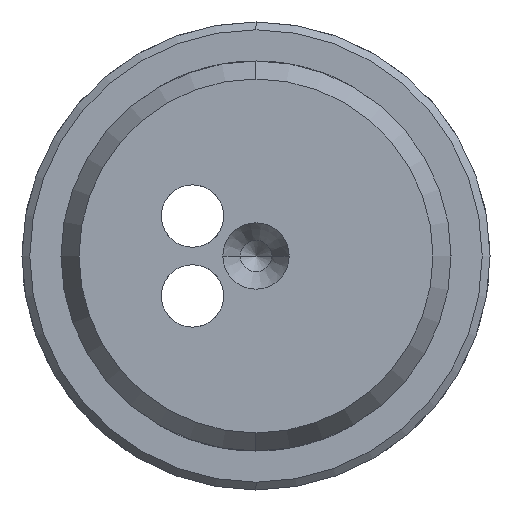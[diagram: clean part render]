
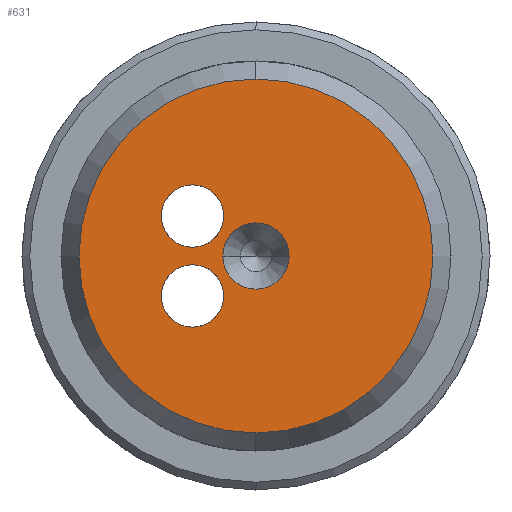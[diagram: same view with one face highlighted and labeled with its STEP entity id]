
A CAD part, left-side view. The second image highlights one B-rep face of the part: STEP entity #631.
In plain terms, the highlighted planar face has unit normal (-1, 0, 0).
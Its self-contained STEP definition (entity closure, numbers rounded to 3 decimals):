
#92 = AXIS2_PLACEMENT_3D ( 'NONE', #1816, #2904, #454 ) ;
#105 = CARTESIAN_POINT ( 'NONE',  ( -139., 4.069, 2.559 ) ) ;
#180 = PLANE ( 'NONE',  #2838 ) ;
#233 = DIRECTION ( 'NONE',  ( -1., 0., 0. ) ) ;
#362 = ORIENTED_EDGE ( 'NONE', *, *, #2521, .F. ) ;
#452 = FACE_BOUND ( 'NONE', #2144, .T. ) ;
#454 = DIRECTION ( 'NONE',  ( 0., 0., -1. ) ) ;
#484 = EDGE_LOOP ( 'NONE', ( #362, #881 ) ) ;
#519 = EDGE_LOOP ( 'NONE', ( #1933, #3314 ) ) ;
#544 = AXIS2_PLACEMENT_3D ( 'NONE', #2677, #233, #1315 ) ;
#572 = DIRECTION ( 'NONE',  ( -1., 0., 0. ) ) ;
#631 = ADVANCED_FACE ( 'NONE', ( #2902, #452, #1540, #2630 ), #180, .F. ) ;
#636 = VERTEX_POINT ( 'NONE', #1015 ) ;
#651 = CIRCLE ( 'NONE', #544, 2. ) ;
#749 = EDGE_CURVE ( 'NONE', #3453, #960, #1550, .T. ) ;
#798 = CARTESIAN_POINT ( 'NONE',  ( -139., 4.069, 0.559 ) ) ;
#857 = CARTESIAN_POINT ( 'NONE',  ( -139., 0., 0. ) ) ;
#881 = ORIENTED_EDGE ( 'NONE', *, *, #1255, .F. ) ;
#891 = CARTESIAN_POINT ( 'NONE',  ( -139., -2.125, 0. ) ) ;
#916 = CARTESIAN_POINT ( 'NONE',  ( -139., 0., 0. ) ) ;
#960 = VERTEX_POINT ( 'NONE', #891 ) ;
#975 = CARTESIAN_POINT ( 'NONE',  ( -139., 4.069, 2.559 ) ) ;
#1015 = CARTESIAN_POINT ( 'NONE',  ( -139., 4.069, -4.559 ) ) ;
#1050 = AXIS2_PLACEMENT_3D ( 'NONE', #3010, #572, #1656 ) ;
#1106 = AXIS2_PLACEMENT_3D ( 'NONE', #975, #2058, #3126 ) ;
#1108 = CIRCLE ( 'NONE', #1106, 2. ) ;
#1190 = DIRECTION ( 'NONE',  ( 1., 0., 0. ) ) ;
#1255 = EDGE_CURVE ( 'NONE', #2371, #636, #1963, .T. ) ;
#1274 = CARTESIAN_POINT ( 'NONE',  ( -139., 12.5, 0. ) ) ;
#1315 = DIRECTION ( 'NONE',  ( 0., 0., 1. ) ) ;
#1327 = CARTESIAN_POINT ( 'NONE',  ( -139., 0., 0. ) ) ;
#1540 = FACE_OUTER_BOUND ( 'NONE', #2693, .T. ) ;
#1550 = CIRCLE ( 'NONE', #1551, 2.125 ) ;
#1551 = AXIS2_PLACEMENT_3D ( 'NONE', #1327, #2428, #3466 ) ;
#1625 = CIRCLE ( 'NONE', #3143, 2.125 ) ;
#1629 = AXIS2_PLACEMENT_3D ( 'NONE', #105, #1190, #2286 ) ;
#1656 = DIRECTION ( 'NONE',  ( 0., 0., 1. ) ) ;
#1740 = ORIENTED_EDGE ( 'NONE', *, *, #1859, .T. ) ;
#1754 = CARTESIAN_POINT ( 'NONE',  ( -139., 2.125, 0. ) ) ;
#1816 = CARTESIAN_POINT ( 'NONE',  ( -139., 0., 0. ) ) ;
#1859 = EDGE_CURVE ( 'NONE', #3198, #3101, #2088, .T. ) ;
#1868 = EDGE_CURVE ( 'NONE', #960, #3453, #1625, .T. ) ;
#1893 = EDGE_CURVE ( 'NONE', #3259, #2561, #2712, .T. ) ;
#1933 = ORIENTED_EDGE ( 'NONE', *, *, #1868, .T. ) ;
#1941 = DIRECTION ( 'NONE',  ( -1., 0., 0. ) ) ;
#1963 = CIRCLE ( 'NONE', #1050, 2. ) ;
#2003 = DIRECTION ( 'NONE',  ( 1., 0., 0. ) ) ;
#2058 = DIRECTION ( 'NONE',  ( 1., 0., 0. ) ) ;
#2088 = CIRCLE ( 'NONE', #92, 11.345 ) ;
#2144 = EDGE_LOOP ( 'NONE', ( #2504, #2342 ) ) ;
#2286 = DIRECTION ( 'NONE',  ( 0., 0., -1. ) ) ;
#2342 = ORIENTED_EDGE ( 'NONE', *, *, #2455, .T. ) ;
#2371 = VERTEX_POINT ( 'NONE', #2560 ) ;
#2375 = DIRECTION ( 'NONE',  ( 1., 0., 0. ) ) ;
#2428 = DIRECTION ( 'NONE',  ( 1., 0., 0. ) ) ;
#2455 = EDGE_CURVE ( 'NONE', #2561, #3259, #1108, .T. ) ;
#2504 = ORIENTED_EDGE ( 'NONE', *, *, #1893, .T. ) ;
#2521 = EDGE_CURVE ( 'NONE', #636, #2371, #651, .T. ) ;
#2560 = CARTESIAN_POINT ( 'NONE',  ( -139., 4.069, -0.559 ) ) ;
#2561 = VERTEX_POINT ( 'NONE', #2694 ) ;
#2563 = CARTESIAN_POINT ( 'NONE',  ( -139., 0., -11.345 ) ) ;
#2630 = FACE_BOUND ( 'NONE', #519, .T. ) ;
#2644 = CARTESIAN_POINT ( 'NONE',  ( -139., 0., 11.345 ) ) ;
#2677 = CARTESIAN_POINT ( 'NONE',  ( -139., 4.069, -2.559 ) ) ;
#2693 = EDGE_LOOP ( 'NONE', ( #3211, #1740 ) ) ;
#2694 = CARTESIAN_POINT ( 'NONE',  ( -139., 4.069, 4.559 ) ) ;
#2709 = CIRCLE ( 'NONE', #2760, 11.345 ) ;
#2712 = CIRCLE ( 'NONE', #1629, 2. ) ;
#2760 = AXIS2_PLACEMENT_3D ( 'NONE', #857, #1941, #3022 ) ;
#2838 = AXIS2_PLACEMENT_3D ( 'NONE', #1274, #2375, #3417 ) ;
#2902 = FACE_BOUND ( 'NONE', #484, .T. ) ;
#2904 = DIRECTION ( 'NONE',  ( -1., 0., 0. ) ) ;
#3010 = CARTESIAN_POINT ( 'NONE',  ( -139., 4.069, -2.559 ) ) ;
#3022 = DIRECTION ( 'NONE',  ( 0., 0., -1. ) ) ;
#3075 = DIRECTION ( 'NONE',  ( 0., 1., 0. ) ) ;
#3101 = VERTEX_POINT ( 'NONE', #2563 ) ;
#3126 = DIRECTION ( 'NONE',  ( 0., 0., -1. ) ) ;
#3143 = AXIS2_PLACEMENT_3D ( 'NONE', #916, #2003, #3075 ) ;
#3198 = VERTEX_POINT ( 'NONE', #2644 ) ;
#3211 = ORIENTED_EDGE ( 'NONE', *, *, #3338, .T. ) ;
#3259 = VERTEX_POINT ( 'NONE', #798 ) ;
#3314 = ORIENTED_EDGE ( 'NONE', *, *, #749, .T. ) ;
#3338 = EDGE_CURVE ( 'NONE', #3101, #3198, #2709, .T. ) ;
#3417 = DIRECTION ( 'NONE',  ( 0., 0., -1. ) ) ;
#3453 = VERTEX_POINT ( 'NONE', #1754 ) ;
#3466 = DIRECTION ( 'NONE',  ( 0., 1., 0. ) ) ;
